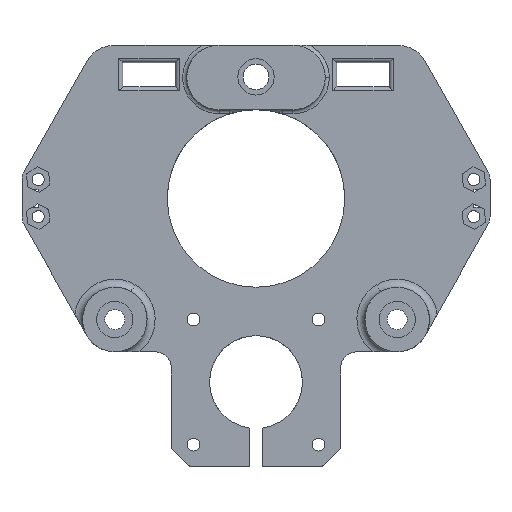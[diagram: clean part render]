
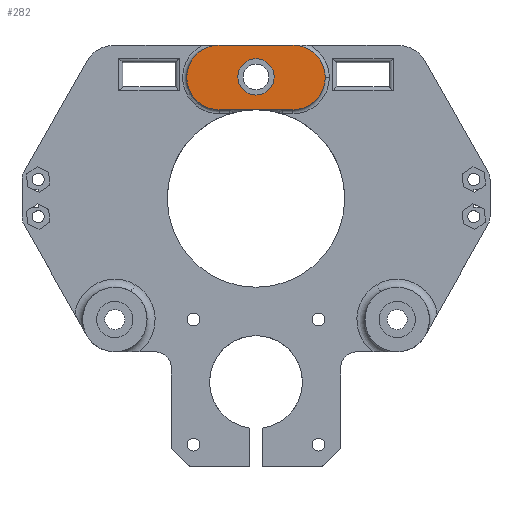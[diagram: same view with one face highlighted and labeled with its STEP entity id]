
A CAD part, top view. The second image highlights one B-rep face of the part: STEP entity #282.
In plain terms, the highlighted planar face has unit normal (0, 0, 1).
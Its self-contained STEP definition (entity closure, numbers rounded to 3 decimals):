
#58 = DIRECTION ( 'NONE',  ( 1., 0., 0. ) ) ;
#86 = DIRECTION ( 'NONE',  ( 0., 0., -1. ) ) ;
#125 = DIRECTION ( 'NONE',  ( 1., 0., 0. ) ) ;
#147 = CIRCLE ( 'NONE', #5217, 8. ) ;
#183 = ORIENTED_EDGE ( 'NONE', *, *, #4603, .F. ) ;
#282 = ADVANCED_FACE ( 'NONE', ( #5241, #5343 ), #820, .T. ) ;
#392 = DIRECTION ( 'NONE',  ( 1., 0., 0. ) ) ;
#460 = CIRCLE ( 'NONE', #4142, 4.5 ) ;
#503 = CIRCLE ( 'NONE', #1142, 8. ) ;
#527 = CARTESIAN_POINT ( 'NONE',  ( 0., 75.626, 12.6 ) ) ;
#611 = ORIENTED_EDGE ( 'NONE', *, *, #5024, .F. ) ;
#820 = PLANE ( 'NONE',  #5324 ) ;
#895 = CARTESIAN_POINT ( 'NONE',  ( 9.165, 75.5, 12.6 ) ) ;
#1142 = AXIS2_PLACEMENT_3D ( 'NONE', #895, #1391, #392 ) ;
#1224 = EDGE_LOOP ( 'NONE', ( #611, #3055, #1697, #4898, #3543 ) ) ;
#1262 = CARTESIAN_POINT ( 'NONE',  ( 4.5, 75.626, 12.6 ) ) ;
#1387 = CARTESIAN_POINT ( 'NONE',  ( 35., 83.5, 12.6 ) ) ;
#1388 = EDGE_CURVE ( 'NONE', #3810, #1546, #2618, .T. ) ;
#1391 = DIRECTION ( 'NONE',  ( 0., 0., -1. ) ) ;
#1436 = AXIS2_PLACEMENT_3D ( 'NONE', #2468, #5989, #3028 ) ;
#1546 = VERTEX_POINT ( 'NONE', #1262 ) ;
#1697 = ORIENTED_EDGE ( 'NONE', *, *, #2926, .F. ) ;
#1883 = DIRECTION ( 'NONE',  ( 1., 0., 0. ) ) ;
#1892 = AXIS2_PLACEMENT_3D ( 'NONE', #527, #3030, #2041 ) ;
#1945 = CARTESIAN_POINT ( 'NONE',  ( -35., 67.5, 12.6 ) ) ;
#2041 = DIRECTION ( 'NONE',  ( 1., 0., 0. ) ) ;
#2053 = CIRCLE ( 'NONE', #1436, 8. ) ;
#2119 = VERTEX_POINT ( 'NONE', #6035 ) ;
#2468 = CARTESIAN_POINT ( 'NONE',  ( 9.165, 75.5, 12.6 ) ) ;
#2520 = CARTESIAN_POINT ( 'NONE',  ( 17.165, 75.5, 12.6 ) ) ;
#2560 = DIRECTION ( 'NONE',  ( 0., 0., 1. ) ) ;
#2618 = CIRCLE ( 'NONE', #1892, 4.5 ) ;
#2680 = VERTEX_POINT ( 'NONE', #3031 ) ;
#2808 = VERTEX_POINT ( 'NONE', #3263 ) ;
#2838 = EDGE_LOOP ( 'NONE', ( #5149, #183 ) ) ;
#2926 = EDGE_CURVE ( 'NONE', #5063, #2680, #503, .T. ) ;
#2986 = CARTESIAN_POINT ( 'NONE',  ( -4.5, 75.626, 12.6 ) ) ;
#3028 = DIRECTION ( 'NONE',  ( 1., 0., 0. ) ) ;
#3030 = DIRECTION ( 'NONE',  ( 0., 0., 1. ) ) ;
#3031 = CARTESIAN_POINT ( 'NONE',  ( 9.165, 67.5, 12.6 ) ) ;
#3055 = ORIENTED_EDGE ( 'NONE', *, *, #3276, .T. ) ;
#3214 = CARTESIAN_POINT ( 'NONE',  ( 0., 75.5, 12.6 ) ) ;
#3263 = CARTESIAN_POINT ( 'NONE',  ( -9.165, 67.5, 12.6 ) ) ;
#3276 = EDGE_CURVE ( 'NONE', #2808, #2680, #5419, .T. ) ;
#3389 = DIRECTION ( 'NONE',  ( -1., 0., 0. ) ) ;
#3445 = DIRECTION ( 'NONE',  ( 0., 0., 1. ) ) ;
#3543 = ORIENTED_EDGE ( 'NONE', *, *, #6494, .T. ) ;
#3810 = VERTEX_POINT ( 'NONE', #2986 ) ;
#3870 = CARTESIAN_POINT ( 'NONE',  ( 9.165, 83.5, 12.6 ) ) ;
#4142 = AXIS2_PLACEMENT_3D ( 'NONE', #4148, #2560, #125 ) ;
#4148 = CARTESIAN_POINT ( 'NONE',  ( 0., 75.626, 12.6 ) ) ;
#4453 = EDGE_CURVE ( 'NONE', #6090, #5063, #2053, .T. ) ;
#4573 = CARTESIAN_POINT ( 'NONE',  ( -9.165, 75.5, 12.6 ) ) ;
#4603 = EDGE_CURVE ( 'NONE', #1546, #3810, #460, .T. ) ;
#4609 = VECTOR ( 'NONE', #1883, 1000. ) ;
#4898 = ORIENTED_EDGE ( 'NONE', *, *, #4453, .F. ) ;
#5024 = EDGE_CURVE ( 'NONE', #2808, #2119, #147, .T. ) ;
#5063 = VERTEX_POINT ( 'NONE', #2520 ) ;
#5149 = ORIENTED_EDGE ( 'NONE', *, *, #1388, .F. ) ;
#5217 = AXIS2_PLACEMENT_3D ( 'NONE', #4573, #86, #58 ) ;
#5241 = FACE_OUTER_BOUND ( 'NONE', #1224, .T. ) ;
#5324 = AXIS2_PLACEMENT_3D ( 'NONE', #3214, #3445, #5440 ) ;
#5343 = FACE_BOUND ( 'NONE', #2838, .T. ) ;
#5419 = LINE ( 'NONE', #1945, #4609 ) ;
#5440 = DIRECTION ( 'NONE',  ( 1., 0., 0. ) ) ;
#5913 = LINE ( 'NONE', #1387, #6193 ) ;
#5989 = DIRECTION ( 'NONE',  ( 0., 0., -1. ) ) ;
#6035 = CARTESIAN_POINT ( 'NONE',  ( -9.165, 83.5, 12.6 ) ) ;
#6090 = VERTEX_POINT ( 'NONE', #3870 ) ;
#6193 = VECTOR ( 'NONE', #3389, 1000. ) ;
#6494 = EDGE_CURVE ( 'NONE', #6090, #2119, #5913, .T. ) ;
